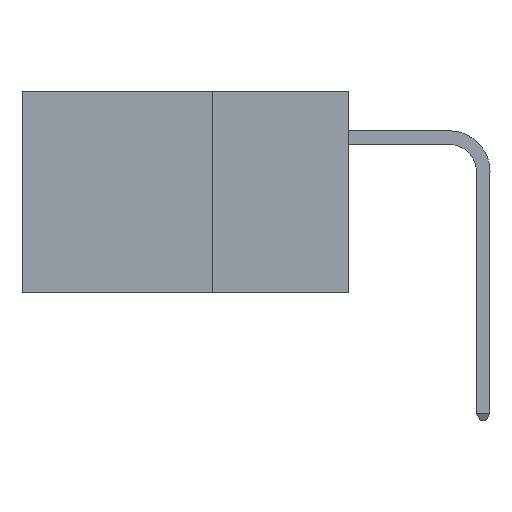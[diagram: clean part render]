
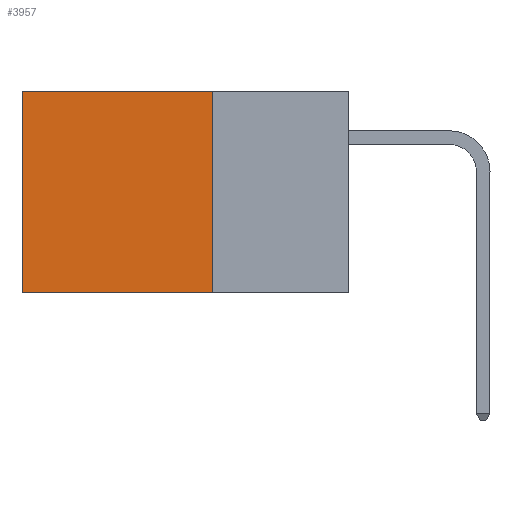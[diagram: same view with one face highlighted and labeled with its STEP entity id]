
A CAD part, left-side view. The second image highlights one B-rep face of the part: STEP entity #3957.
In plain terms, the highlighted planar face has unit normal (-1, 0, 0).
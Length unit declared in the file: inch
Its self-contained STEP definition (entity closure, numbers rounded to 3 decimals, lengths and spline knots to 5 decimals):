
#98 = CARTESIAN_POINT ( 'NONE',  ( 0.2875, 0.6, 0. ) ) ;
#992 = LINE ( 'NONE', #3917, #7574 ) ;
#1265 = CARTESIAN_POINT ( 'NONE',  ( 0.2875, 0.25, 0. ) ) ;
#1470 = EDGE_CURVE ( 'NONE', #17585, #5511, #8287, .T. ) ;
#1530 = DIRECTION ( 'NONE',  ( 0., 0., -1. ) ) ;
#2226 = CARTESIAN_POINT ( 'NONE',  ( 0.2875, 0.6, -0.37 ) ) ;
#3710 = ORIENTED_EDGE ( 'NONE', *, *, #1470, .T. ) ;
#3811 = VECTOR ( 'NONE', #16783, 39.37008 ) ;
#3917 = CARTESIAN_POINT ( 'NONE',  ( 0.2875, 0.25, -0.37 ) ) ;
#3924 = VERTEX_POINT ( 'NONE', #7314 ) ;
#3957 = ADVANCED_FACE ( 'NONE', ( #16671 ), #4541, .F. ) ;
#4541 = PLANE ( 'NONE',  #6927 ) ;
#5511 = VERTEX_POINT ( 'NONE', #2226 ) ;
#6927 = AXIS2_PLACEMENT_3D ( 'NONE', #7376, #17064, #8780 ) ;
#7314 = CARTESIAN_POINT ( 'NONE',  ( 0.2875, 0.25, -0.37 ) ) ;
#7376 = CARTESIAN_POINT ( 'NONE',  ( 0.2875, 0.25, 0. ) ) ;
#7530 = ORIENTED_EDGE ( 'NONE', *, *, #9019, .F. ) ;
#7574 = VECTOR ( 'NONE', #12315, 39.37008 ) ;
#7949 = EDGE_CURVE ( 'NONE', #3924, #5511, #992, .T. ) ;
#8287 = LINE ( 'NONE', #98, #12016 ) ;
#8300 = EDGE_LOOP ( 'NONE', ( #3710, #13375, #7530, #10247 ) ) ;
#8492 = CARTESIAN_POINT ( 'NONE',  ( 0.2875, 0.25, 0. ) ) ;
#8780 = DIRECTION ( 'NONE',  ( 0., 0., -1. ) ) ;
#9019 = EDGE_CURVE ( 'NONE', #15581, #3924, #11268, .T. ) ;
#10247 = ORIENTED_EDGE ( 'NONE', *, *, #16867, .T. ) ;
#10390 = VECTOR ( 'NONE', #12041, 39.37008 ) ;
#10622 = CARTESIAN_POINT ( 'NONE',  ( 0.2875, 0.25, 0. ) ) ;
#10822 = LINE ( 'NONE', #10622, #10390 ) ;
#11268 = LINE ( 'NONE', #8492, #3811 ) ;
#12016 = VECTOR ( 'NONE', #1530, 39.37008 ) ;
#12041 = DIRECTION ( 'NONE',  ( 0., 1., 0. ) ) ;
#12315 = DIRECTION ( 'NONE',  ( 0., 1., 0. ) ) ;
#13375 = ORIENTED_EDGE ( 'NONE', *, *, #7949, .F. ) ;
#15581 = VERTEX_POINT ( 'NONE', #1265 ) ;
#16671 = FACE_OUTER_BOUND ( 'NONE', #8300, .T. ) ;
#16783 = DIRECTION ( 'NONE',  ( 0., 0., -1. ) ) ;
#16867 = EDGE_CURVE ( 'NONE', #15581, #17585, #10822, .T. ) ;
#17064 = DIRECTION ( 'NONE',  ( 1., 0., 0. ) ) ;
#17524 = CARTESIAN_POINT ( 'NONE',  ( 0.2875, 0.6, 0. ) ) ;
#17585 = VERTEX_POINT ( 'NONE', #17524 ) ;
